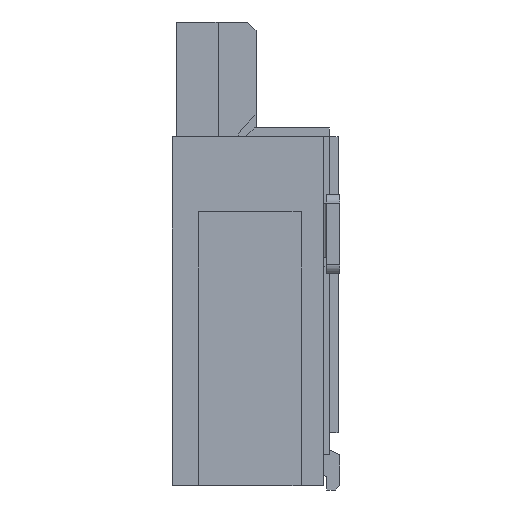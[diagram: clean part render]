
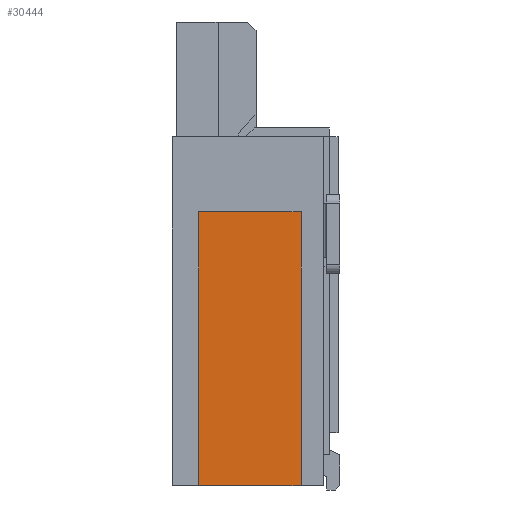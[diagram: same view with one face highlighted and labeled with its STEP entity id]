
A CAD part, left-side view. The second image highlights one B-rep face of the part: STEP entity #30444.
In plain terms, the highlighted planar face has unit normal (-1, 0, 0).
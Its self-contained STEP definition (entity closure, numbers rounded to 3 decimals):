
#25=DIRECTION('',(0.,1.,0.));
#26=VECTOR('',#25,1.16);
#27=CARTESIAN_POINT('',(-12.1,0.42,-1.25));
#28=LINE('',#27,#26);
#65=DIRECTION('',(0.,0.,-1.));
#66=VECTOR('',#65,3.1);
#67=CARTESIAN_POINT('',(-12.1,1.58,1.85));
#68=LINE('',#67,#66);
#69=DIRECTION('',(0.,1.,0.));
#70=VECTOR('',#69,1.16);
#71=CARTESIAN_POINT('',(-12.1,0.42,1.85));
#72=LINE('',#71,#70);
#73=DIRECTION('',(0.,0.,1.));
#74=VECTOR('',#73,3.1);
#75=CARTESIAN_POINT('',(-12.1,0.42,-1.25));
#76=LINE('',#75,#74);
#23191=CARTESIAN_POINT('',(-12.1,0.42,1.85));
#23192=CARTESIAN_POINT('',(-12.1,1.58,1.85));
#23193=VERTEX_POINT('',#23191);
#23194=VERTEX_POINT('',#23192);
#23203=CARTESIAN_POINT('',(-12.1,0.42,-1.25));
#23204=CARTESIAN_POINT('',(-12.1,1.58,-1.25));
#23205=VERTEX_POINT('',#23203);
#23206=VERTEX_POINT('',#23204);
#30431=CARTESIAN_POINT('',(-12.1,0.,0.));
#30432=DIRECTION('',(-1.,0.,0.));
#30433=DIRECTION('',(0.,0.,1.));
#30434=AXIS2_PLACEMENT_3D('',#30431,#30432,#30433);
#30435=PLANE('',#30434);
#30436=ORIENTED_EDGE('',*,*,#30391,.T.);
#30438=ORIENTED_EDGE('',*,*,#30437,.F.);
#30440=ORIENTED_EDGE('',*,*,#30439,.F.);
#30441=ORIENTED_EDGE('',*,*,#30379,.F.);
#30442=EDGE_LOOP('',(#30436,#30438,#30440,#30441));
#30443=FACE_OUTER_BOUND('',#30442,.F.);
#30444=ADVANCED_FACE('',(#30443),#30435,.T.);
#30379=EDGE_CURVE('',#23205,#23193,#76,.T.);
#30391=EDGE_CURVE('',#23205,#23206,#28,.T.);
#30437=EDGE_CURVE('',#23194,#23206,#68,.T.);
#30439=EDGE_CURVE('',#23193,#23194,#72,.T.);
